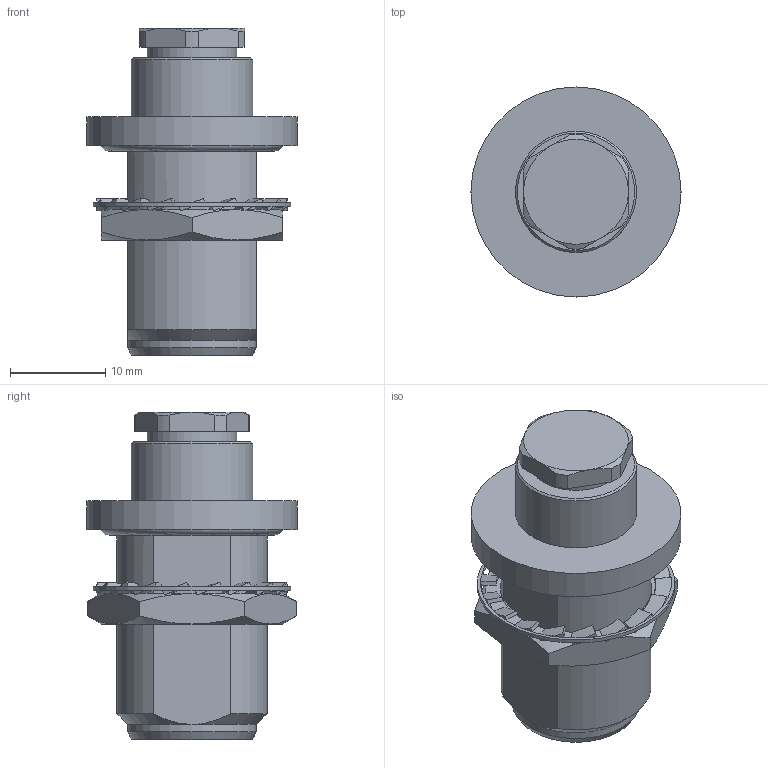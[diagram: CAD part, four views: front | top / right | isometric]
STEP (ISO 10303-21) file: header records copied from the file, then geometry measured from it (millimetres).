
FILE_DESCRIPTION (( 'STEP AP203' ), '1' );
FILE_NAME ('R161.322.000J.STEP', '2012-04-02T02:57:11', ( 'Radiall' ), ( 'Radiall' ), 'SwSTEP 2.0', 'SolidWorks 2011', '' );
FILE_SCHEMA (( 'CONFIG_CONTROL_DESIGN' ));
Length unit declared in the file: millimetre
Products named in the file (1): R161.322.000J
Bounding box: 22 x 22 x 34.3 mm (x, y, z)
Volume: 5917 mm3; surface area: 3731.6 mm2
Topology: 1 solids, 1 shells, 226 faces, 732 edges, 481 vertices
Faces by surface type: plane 111, cylinder 57, cone 50, bspline 6, torus 2
Full cylindrical faces by diameter (mm): 3.03 x1, 7 x1, 9.4 x1, 12.7 x1, 13.5 x1, 15.75 x1, 19.16 x1, 20 x1, 20.55 x1, 20.7 x1, 22 x1
Entity records: 8641 total; most frequent: CARTESIAN_POINT 2496, ORIENTED_EDGE 1398, DIRECTION 1136, EDGE_CURVE 699, VERTEX_POINT 471, AXIS2_PLACEMENT_3D 444, EDGE_LOOP 298, VECTOR 248
